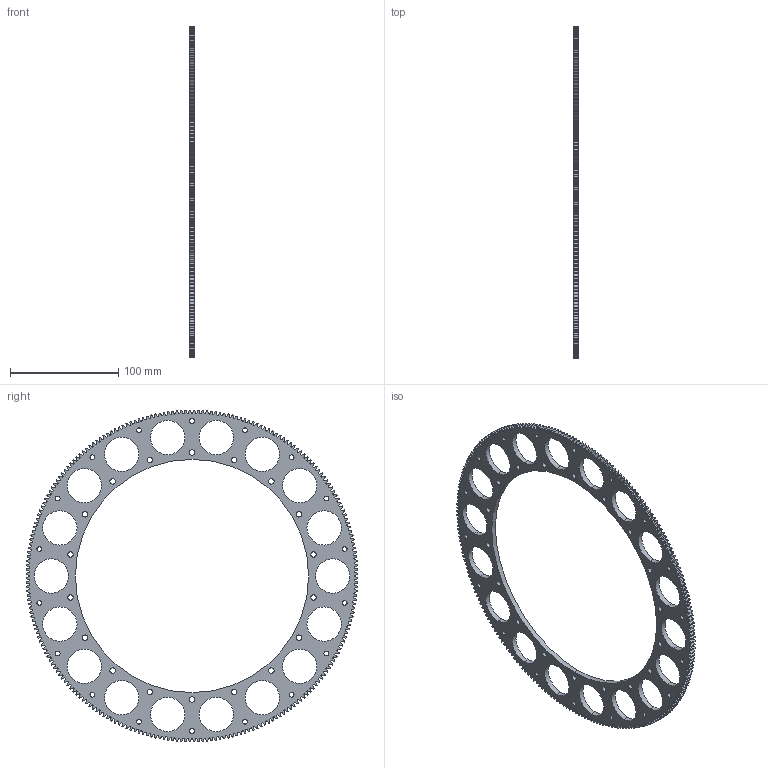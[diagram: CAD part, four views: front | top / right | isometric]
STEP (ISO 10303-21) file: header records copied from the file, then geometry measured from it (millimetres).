
FILE_DESCRIPTION (( 'STEP AP214' ), '1' );
FILE_NAME ('am-2630 240T Turret Gear.STEP', '2014-01-03T19:55:26', ( '' ), ( '' ), 'SwSTEP 2.0', 'SolidWorks 2010', '' );
FILE_SCHEMA (( 'AUTOMOTIVE_DESIGN' ));
Length unit declared in the file: inch
Products named in the file (1): am-2630 240T Turret Gear
Bounding box: 4.76 x 307.33 x 307.33 mm (x, y, z)
Volume: 101241.8 mm3; surface area: 66300.6 mm2
Topology: 1 solids, 1 shells, 1075 faces, 3219 edges, 2146 vertices
Faces by surface type: cylinder 1073, plane 2
Entity records: 37839 total; most frequent: DIRECTION 7517, CARTESIAN_POINT 6441, ORIENTED_EDGE 6438, AXIS2_PLACEMENT_3D 3222, EDGE_CURVE 3219, CIRCLE 2146, VERTEX_POINT 2146, EDGE_LOOP 1185
